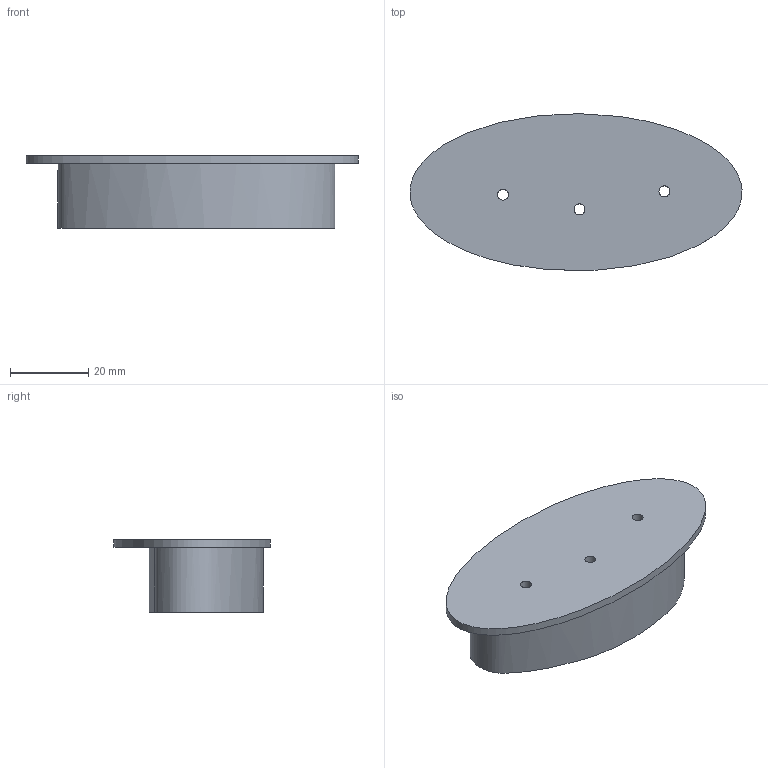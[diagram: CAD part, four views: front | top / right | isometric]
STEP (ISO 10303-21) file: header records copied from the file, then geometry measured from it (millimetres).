
FILE_DESCRIPTION(/* description */ (''),/* implementation_level */ '2;1');
FILE_NAME(/* name */ 'Right HandleHolder.step',/* time_stamp */ '2024-03-16T16:08:09+09:00',/* author */ (''),/* organization */ (''),/* preprocessor_version */ 'ST-DEVELOPER v20',/* originating_system */ 'Autodesk Translation Framework v12.20.1.177',/* authorisation */ '');
FILE_SCHEMA (('AUTOMOTIVE_DESIGN { 1 0 10303 214 3 1 1 }'));
Length unit declared in the file: millimetre
Products named in the file (1): Right HandleHolder
Bounding box: 84.8 x 40.02 x 18.57 mm (x, y, z)
Volume: 31108.2 mm3; surface area: 8981.8 mm2
Topology: 1 solids, 1 shells, 8 faces, 15 edges, 10 vertices
Faces by surface type: cylinder 3, plane 3, bspline 2
Full cylindrical faces by diameter (mm): 2.8 x3
Entity records: 914 total; most frequent: CARTESIAN_POINT 700, DIRECTION 35, ORIENTED_EDGE 30, EDGE_LOOP 15, EDGE_CURVE 15, AXIS2_PLACEMENT_3D 15, VERTEX_POINT 10, FACE_OUTER_BOUND 8
